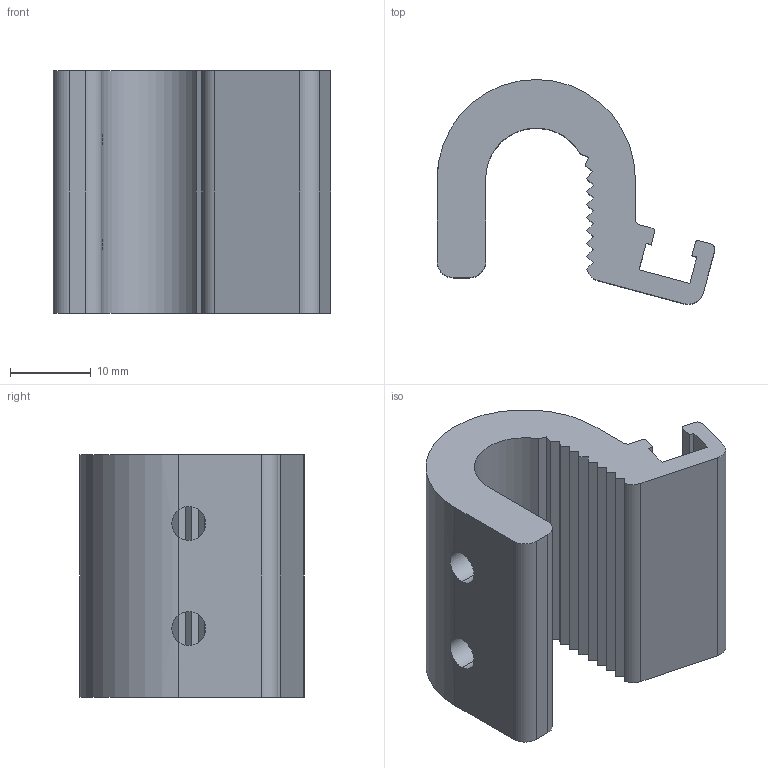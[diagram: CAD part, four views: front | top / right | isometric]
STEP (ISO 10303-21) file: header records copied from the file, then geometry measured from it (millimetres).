
FILE_DESCRIPTION (( 'STEP AP214' ), '1' );
FILE_NAME ('125 BRB-BM.STEP', '2010-09-15T08:32:47', ( '' ), ( '' ), 'SwSTEP 2.0', 'SolidWorks 2010', '' );
FILE_SCHEMA (( 'AUTOMOTIVE_DESIGN' ));
Length unit declared in the file: millimetre
Products named in the file (1): 125  BRB-BM
Bounding box: 34.34 x 27.77 x 30 mm (x, y, z)
Volume: 10610.5 mm3; surface area: 5467.6 mm2
Topology: 1 solids, 1 shells, 49 faces, 153 edges, 102 vertices
Faces by surface type: plane 35, cylinder 14
Entity records: 1845 total; most frequent: CARTESIAN_POINT 373, ORIENTED_EDGE 306, DIRECTION 281, EDGE_CURVE 153, LINE 117, VECTOR 117, VERTEX_POINT 102, AXIS2_PLACEMENT_3D 82
